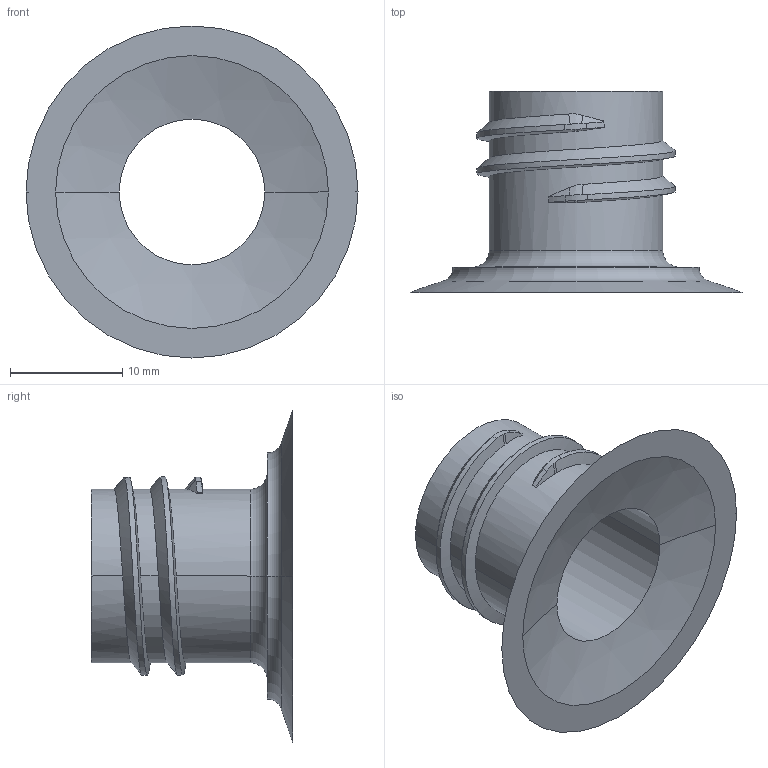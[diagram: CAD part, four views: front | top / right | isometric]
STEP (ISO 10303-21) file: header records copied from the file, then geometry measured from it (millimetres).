
FILE_DESCRIPTION (( 'STEP AP214' ), '1' );
FILE_NAME ('M18SP415.STEP', '2024-11-25T15:10:36', ( '' ), ( '' ), 'SwSTEP 2.0', 'SolidWorks 2019', '' );
FILE_SCHEMA (( 'AUTOMOTIVE_DESIGN' ));
Length unit declared in the file: millimetre
Products named in the file (1): M18SP415
Bounding box: 29.64 x 17.97 x 29.64 mm (x, y, z)
Volume: 1567.3 mm3; surface area: 2773.9 mm2
Topology: 1 solids, 1 shells, 37 faces, 94 edges, 60 vertices
Faces by surface type: bspline 15, cylinder 9, plane 5, sphere 4, torus 4
Entity records: 1908 total; most frequent: CARTESIAN_POINT 1110, ORIENTED_EDGE 188, DIRECTION 119, EDGE_CURVE 94, VERTEX_POINT 60, AXIS2_PLACEMENT_3D 51, EDGE_LOOP 40, FACE_OUTER_BOUND 37
